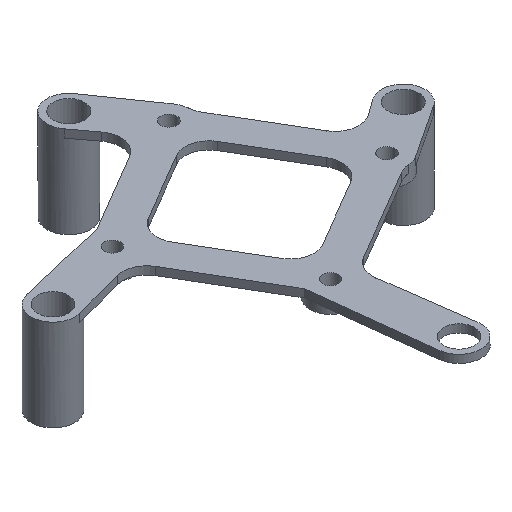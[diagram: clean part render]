
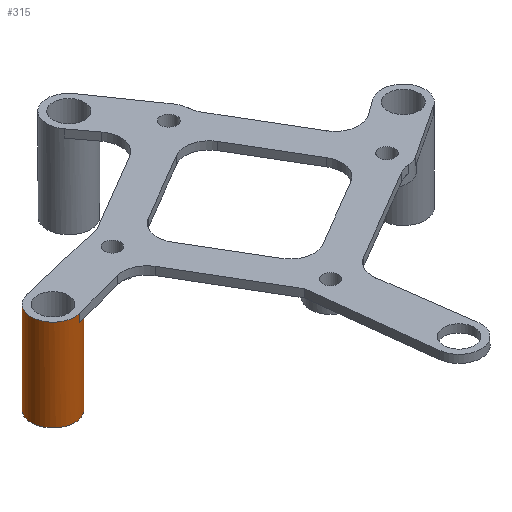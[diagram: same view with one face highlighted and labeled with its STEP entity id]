
A CAD part, isometric view. The second image highlights one B-rep face of the part: STEP entity #315.
In plain terms, the highlighted cylindrical face has radius 2.75 mm (diameter 5.5 mm), a full revolution.
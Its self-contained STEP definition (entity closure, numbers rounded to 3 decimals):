
#315=ADVANCED_FACE('',(#1086,#1088),#1090,.T.);
#1086=FACE_BOUND('',#1087,.T.);
#1087=EDGE_LOOP('',(#1636,#1637,#1638,#1639,#1640));
#1088=FACE_OUTER_BOUND('',#1089,.T.);
#1089=EDGE_LOOP('',(#1641));
#1090=CYLINDRICAL_SURFACE('',#1091,2.75);
#1091=AXIS2_PLACEMENT_3D('',#1092,#1093,#1094);
#1092=CARTESIAN_POINT('',(-22.,2.,-2.));
#1093=DIRECTION('',(0.,0.,1.));
#1094=DIRECTION('',(-0.232,0.973,0.));
#1636=ORIENTED_EDGE('',*,*,#1969,.T.);
#1637=ORIENTED_EDGE('',*,*,#1982,.T.);
#1638=ORIENTED_EDGE('',*,*,#1900,.F.);
#1639=ORIENTED_EDGE('',*,*,#1983,.F.);
#1640=ORIENTED_EDGE('',*,*,#1970,.T.);
#1641=ORIENTED_EDGE('',*,*,#1885,.F.);
#1885=EDGE_CURVE('',#2014,#2014,#2015,.F.);
#1900=EDGE_CURVE('',#2043,#2045,#2046,.T.);
#1969=EDGE_CURVE('',#2182,#2180,#2183,.F.);
#1970=EDGE_CURVE('',#2184,#2182,#2185,.F.);
#1982=EDGE_CURVE('',#2180,#2045,#2206,.T.);
#1983=EDGE_CURVE('',#2184,#2043,#2207,.T.);
#2014=VERTEX_POINT('',#2238);
#2015=CIRCLE('',#2239,2.75);
#2043=VERTEX_POINT('',#2309);
#2045=VERTEX_POINT('',#2313);
#2046=CIRCLE('',#2314,2.75);
#2180=VERTEX_POINT('',#2625);
#2182=VERTEX_POINT('',#2629);
#2183=CIRCLE('',#2630,2.75);
#2184=VERTEX_POINT('',#2634);
#2185=CIRCLE('',#2635,2.75);
#2206=LINE('',#2687,#2688);
#2207=LINE('',#2690,#2691);
#2238=CARTESIAN_POINT('',(-19.25,2.,-11.5));
#2239=AXIS2_PLACEMENT_3D('',#2240,#2241,#2242);
#2240=CARTESIAN_POINT('',(-22.,2.,-11.5));
#2241=DIRECTION('',(0.,0.,1.));
#2242=DIRECTION('',(1.,0.,0.));
#2309=CARTESIAN_POINT('',(-22.638,4.675,0.));
#2313=CARTESIAN_POINT('',(-21.285,-0.655,0.));
#2314=AXIS2_PLACEMENT_3D('',#2315,#2316,#2317);
#2315=CARTESIAN_POINT('',(-22.,2.,0.));
#2316=DIRECTION('',(0.,0.,1.));
#2317=DIRECTION('',(-0.232,0.973,0.));
#2625=CARTESIAN_POINT('',(-21.285,-0.655,-1.));
#2629=CARTESIAN_POINT('',(-19.25,2.,-1.));
#2630=AXIS2_PLACEMENT_3D('',#2631,#2632,#2633);
#2631=CARTESIAN_POINT('',(-22.,2.,-1.));
#2632=DIRECTION('',(0.,0.,1.));
#2633=DIRECTION('',(0.26,-0.966,0.));
#2634=CARTESIAN_POINT('',(-22.638,4.675,-1.));
#2635=AXIS2_PLACEMENT_3D('',#2636,#2637,#2638);
#2636=CARTESIAN_POINT('',(-22.,2.,-1.));
#2637=DIRECTION('',(0.,0.,1.));
#2638=DIRECTION('',(1.,0.,0.));
#2687=CARTESIAN_POINT('',(-21.285,-0.655,-1.));
#2688=VECTOR('',#2689,1.);
#2689=DIRECTION('',(0.,0.,1.));
#2690=CARTESIAN_POINT('',(-22.638,4.675,-1.));
#2691=VECTOR('',#2692,1.);
#2692=DIRECTION('',(0.,0.,1.));
